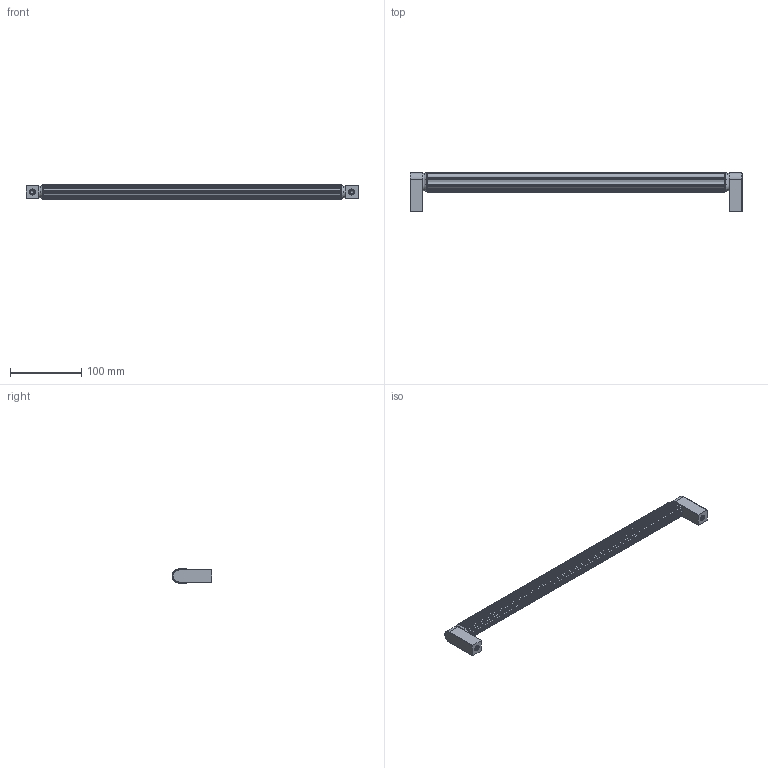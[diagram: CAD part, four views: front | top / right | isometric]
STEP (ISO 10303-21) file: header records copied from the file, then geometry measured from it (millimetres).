
FILE_DESCRIPTION(/* description */ (''),/* implementation_level */ '2;1');
FILE_NAME(/* name */ '0677_448_00.stp',/* time_stamp */ '2024-09-09T15:01:20+02:00',/* author */ ('mantolin'),/* organization */ (''),/* preprocessor_version */ 'ST-DEVELOPER v18.1',/* originating_system */ 'Autodesk Inventor 2022',/* authorisation */ '');
FILE_SCHEMA (('AUTOMOTIVE_DESIGN { 1 0 10303 214 3 1 1 }'));
Length unit declared in the file: millimetre
Products named in the file (4): 0677_448_00; 0677_1056_Bar_00; 0677_Extreme Foot _00; SCREW MF_40_00
Assembly tree (5 placements, depth 2):
  0677_448_00
    0677_1056_Bar_00
    0677_Extreme Foot _00  x2
    SCREW MF_40_00  x2
Bounding box: 466 x 55.99 x 20 mm (x, y, z)
Volume: 230652.6 mm3; surface area: 54728.3 mm2
Topology: 5 solids, 5 shells, 406 faces, 966 edges, 576 vertices
Faces by surface type: bspline 192, cylinder 130, plane 58, cone 18, torus 8
Full cylindrical faces by diameter (mm): 4.917 x4, 6 x2, 6.5 x2, 8 x2, 8.5 x2
Entity records: 28229 total; most frequent: CARTESIAN_POINT 20568, ORIENTED_EDGE 1748, DIRECTION 1167, EDGE_CURVE 874, VERTEX_POINT 518, AXIS2_PLACEMENT_3D 485, EDGE_LOOP 378, FACE_OUTER_BOUND 369
